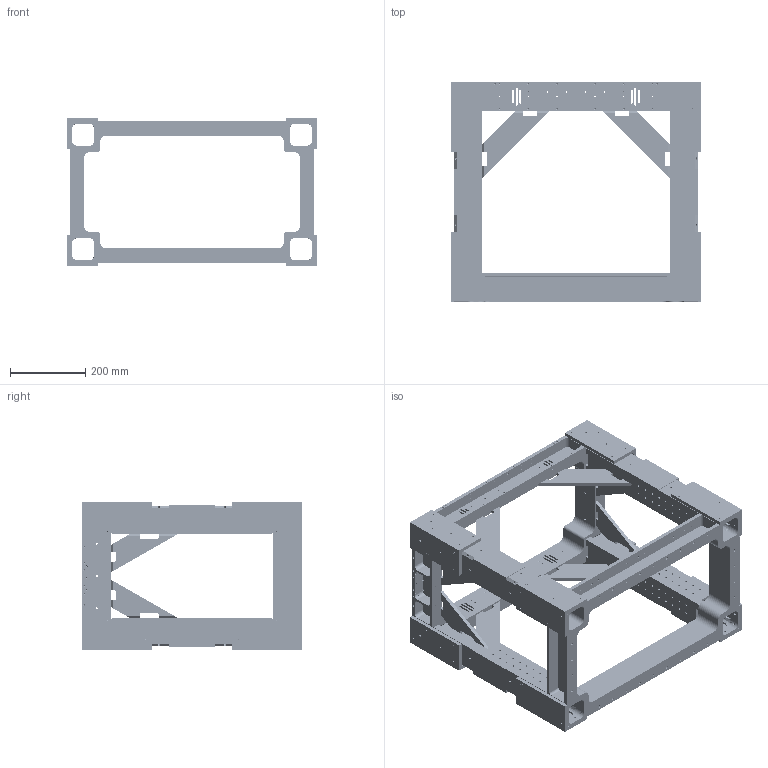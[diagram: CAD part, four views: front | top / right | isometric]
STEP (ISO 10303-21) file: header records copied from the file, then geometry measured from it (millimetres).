
FILE_DESCRIPTION (( 'STEP AP203' ), '1' );
FILE_NAME ('D0900655-v3.STEP', '2013-02-26T19:56:13', ( 'Dwayne Giardina' ), ( 'Microsoft' ), 'SwSTEP 2.0', 'SolidWorks 2013', '' );
FILE_SCHEMA (( 'CONFIG_CONTROL_DESIGN' ));
Length unit declared in the file: inch
Products named in the file (20): Helicoil_#8-32 X 0.328 LONG; 90585A358 Countersunk Head Cap Screw (McMaster-Carr)_90585A358; D0900349_AdvLIGO_OMC_Structure_Gusset_7X7_-5; D0900655-v3; D0900309_AdvLIGO_OMC_CORNER BRACE; D0900350_AdvLIGO_OMC_Structure_Gusset_7X4_-6; D0900348_AdvLIGO_OMC_Structure_Leg_After Welding; D0900347_AdvLIGO_OMC_Structure_Top; D0900308_AdvLIGO_OMC_Structural_Weldment_POST-WELD MACHINING; D0900346_AdvLIGO_OMC_Structure_Base
Assembly tree (143 placements, depth 3):
  D0900655-v3
    D0900308_AdvLIGO_OMC_Structural_Weldment_POST-WELD MACHINING
      D0900346_AdvLIGO_OMC_Structure_Base
      D0900348_AdvLIGO_OMC_Structure_Leg_After Welding
      D0900349_AdvLIGO_OMC_Structure_Gusset_7X7_-5  x4
      D0900350_AdvLIGO_OMC_Structure_Gusset_7X4_-6  x4
      D0900348_AdvLIGO_OMC_Structure_Leg_After Welding
      D0900348_AdvLIGO_OMC_Structure_Leg_After Welding
      D0900348_AdvLIGO_OMC_Structure_Leg_After Welding
      D0900347_AdvLIGO_OMC_Structure_Top
    D0900309_AdvLIGO_OMC_CORNER BRACE
    90585A358 Countersunk Head Cap Screw (McMaster-Carr)_90585A358  x64
    D0900309_AdvLIGO_OMC_CORNER BRACE
    D0900309_AdvLIGO_OMC_CORNER BRACE
    D0900309_AdvLIGO_OMC_CORNER BRACE
    D0900309_AdvLIGO_OMC_CORNER BRACE
    D0900309_AdvLIGO_OMC_CORNER BRACE
    D0900309_AdvLIGO_OMC_CORNER BRACE
    D0900309_AdvLIGO_OMC_CORNER BRACE
    Helicoil_#8-32 X 0.328 LONG  x56
Bounding box: 666.54 x 582.6 x 391.96 mm (x, y, z)
Volume: 9949426.1 mm3; surface area: 2733675.6 mm2
Topology: 142 solids, 142 shells, 3970 faces, 10198 edges, 6554 vertices
Faces by surface type: cylinder 1680, plane 1458, cone 680, torus 128, bspline 24
Entity records: 89750 total; most frequent: CARTESIAN_POINT 19857, DIRECTION 13924, ORIENTED_EDGE 13012, EDGE_CURVE 6506, AXIS2_PLACEMENT_3D 5289, VERTEX_POINT 4188, EDGE_LOOP 3420, VECTOR 3346
